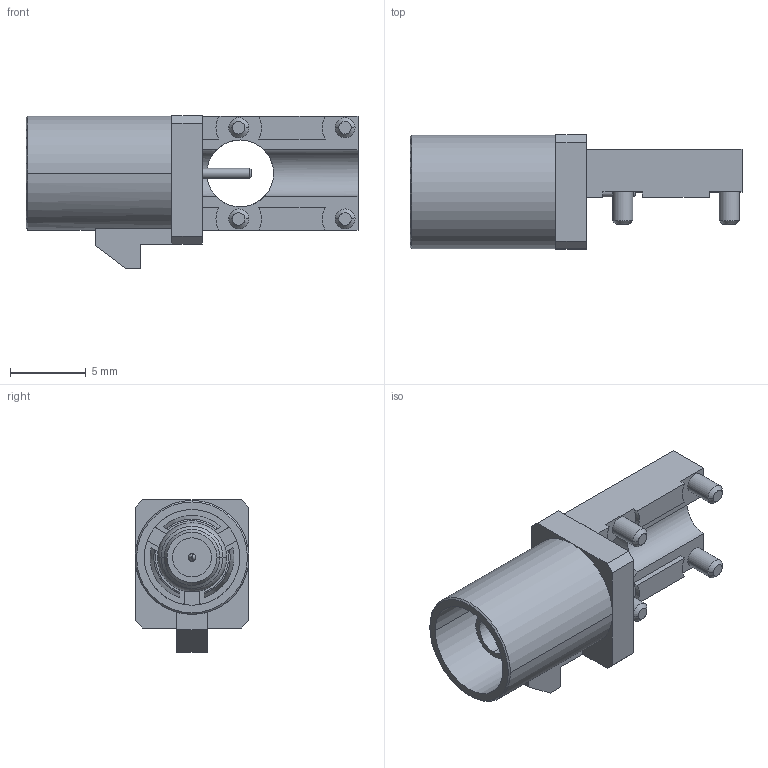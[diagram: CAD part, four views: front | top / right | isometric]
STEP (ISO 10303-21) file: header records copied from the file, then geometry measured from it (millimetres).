
FILE_DESCRIPTION((''),'2;1');
FILE_NAME('2FA1-WZSP-PCBA3_SW0001','2020-05-12T16:27:47',('Kaviyarasan'),(''),'CREO PARAMETRIC BY PTC INC, 2019444','CREO PARAMETRIC BY PTC INC, 2019444','');
FILE_SCHEMA(('CONFIG_CONTROL_DESIGN'));
Length unit declared in the file: millimetre
Products named in the file (1): 2FA1-WZSP-PCBA3_SW0001
Bounding box: 21.85 x 7.5 x 10.05 mm (x, y, z)
Volume: 508.1 mm3; surface area: 1046.1 mm2
Topology: 1 solids, 1 shells, 156 faces, 420 edges, 270 vertices
Faces by surface type: plane 71, cylinder 47, cone 27, torus 11
Entity records: 5099 total; most frequent: CARTESIAN_POINT 1069, DIRECTION 850, ORIENTED_EDGE 840, EDGE_CURVE 420, AXIS2_PLACEMENT_3D 314, VERTEX_POINT 270, VECTOR 222, LINE 222
